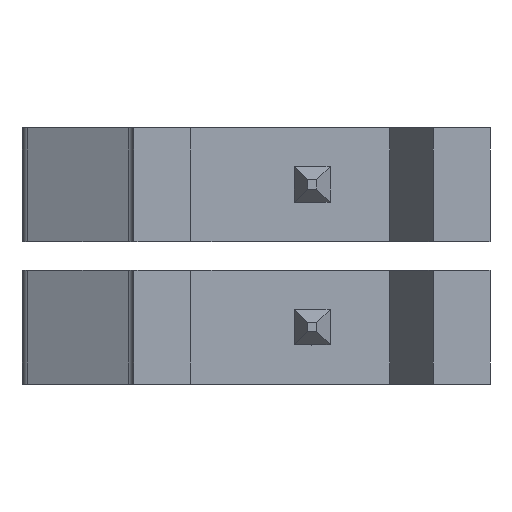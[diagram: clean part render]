
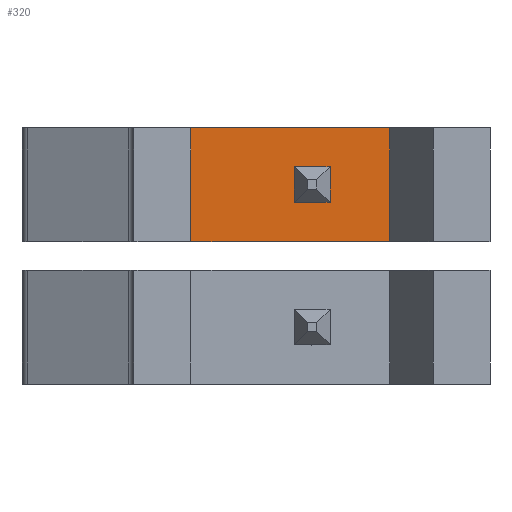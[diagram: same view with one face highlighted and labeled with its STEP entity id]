
A CAD part, front view. The second image highlights one B-rep face of the part: STEP entity #320.
In plain terms, the highlighted planar face has unit normal (0, -1, 0).
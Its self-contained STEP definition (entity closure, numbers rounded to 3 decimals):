
#91 = EDGE_CURVE ( 'NONE', #354, #245, #967, .T. ) ;
#99 = VERTEX_POINT ( 'NONE', #1076 ) ;
#101 = EDGE_CURVE ( 'NONE', #99, #317, #971, .T. ) ;
#102 = ORIENTED_EDGE ( 'NONE', *, *, #101, .F. ) ;
#104 = EDGE_CURVE ( 'NONE', #105, #317, #1084, .T. ) ;
#105 = VERTEX_POINT ( 'NONE', #1065 ) ;
#111 = EDGE_CURVE ( 'NONE', #245, #354, #1325, .T. ) ;
#149 = EDGE_CURVE ( 'NONE', #159, #105, #1236, .T. ) ;
#159 = VERTEX_POINT ( 'NONE', #1227 ) ;
#162 = EDGE_LOOP ( 'NONE', ( #321, #102, #355, #357 ) ) ;
#232 = EDGE_LOOP ( 'NONE', ( #266, #265 ) ) ;
#245 = VERTEX_POINT ( 'NONE', #1669 ) ;
#265 = ORIENTED_EDGE ( 'NONE', *, *, #91, .T. ) ;
#266 = ORIENTED_EDGE ( 'NONE', *, *, #111, .T. ) ;
#317 = VERTEX_POINT ( 'NONE', #1491 ) ;
#320 = ADVANCED_FACE ( 'NONE', ( #1550, #1549 ), #1548, .F. ) ;
#321 = ORIENTED_EDGE ( 'NONE', *, *, #104, .T. ) ;
#354 = VERTEX_POINT ( 'NONE', #1473 ) ;
#355 = ORIENTED_EDGE ( 'NONE', *, *, #356, .F. ) ;
#356 = EDGE_CURVE ( 'NONE', #159, #99, #1464, .T. ) ;
#357 = ORIENTED_EDGE ( 'NONE', *, *, #149, .T. ) ;
#967 = CIRCLE ( 'NONE', #1074, 0.317 ) ;
#971 = LINE ( 'NONE', #1070, #1180 ) ;
#1064 = VECTOR ( 'NONE', #1177, 1000. ) ;
#1065 = CARTESIAN_POINT ( 'NONE',  ( -26.829, 13.023, 0. ) ) ;
#1069 = DIRECTION ( 'NONE',  ( 0., 0., -1. ) ) ;
#1070 = CARTESIAN_POINT ( 'NONE',  ( -23.284, 13.023, 2.032 ) ) ;
#1071 = DIRECTION ( 'NONE',  ( 0., 0., 1. ) ) ;
#1072 = DIRECTION ( 'NONE',  ( 0., 1., 0. ) ) ;
#1073 = CARTESIAN_POINT ( 'NONE',  ( -24.67, 13.023, 1.016 ) ) ;
#1074 = AXIS2_PLACEMENT_3D ( 'NONE', #1073, #1072, #1071 ) ;
#1076 = CARTESIAN_POINT ( 'NONE',  ( -23.284, 13.023, 2.032 ) ) ;
#1083 = CARTESIAN_POINT ( 'NONE',  ( -23.284, 13.023, 0. ) ) ;
#1084 = LINE ( 'NONE', #1083, #1064 ) ;
#1177 = DIRECTION ( 'NONE',  ( 1., 0., 0. ) ) ;
#1180 = VECTOR ( 'NONE', #1069, 1000. ) ;
#1227 = CARTESIAN_POINT ( 'NONE',  ( -26.829, 13.023, 2.032 ) ) ;
#1229 = VECTOR ( 'NONE', #1375, 1000. ) ;
#1236 = LINE ( 'NONE', #1376, #1229 ) ;
#1321 = DIRECTION ( 'NONE',  ( 0., 0., 1. ) ) ;
#1322 = DIRECTION ( 'NONE',  ( 0., 1., 0. ) ) ;
#1323 = CARTESIAN_POINT ( 'NONE',  ( -24.67, 13.023, 1.016 ) ) ;
#1324 = AXIS2_PLACEMENT_3D ( 'NONE', #1323, #1322, #1321 ) ;
#1325 = CIRCLE ( 'NONE', #1324, 0.317 ) ;
#1375 = DIRECTION ( 'NONE',  ( 0., 0., -1. ) ) ;
#1376 = CARTESIAN_POINT ( 'NONE',  ( -26.829, 13.023, 2.032 ) ) ;
#1464 = LINE ( 'NONE', #1660, #1659 ) ;
#1473 = CARTESIAN_POINT ( 'NONE',  ( -24.353, 13.023, 1.016 ) ) ;
#1491 = CARTESIAN_POINT ( 'NONE',  ( -23.284, 13.023, 0. ) ) ;
#1548 = PLANE ( 'NONE',  #1631 ) ;
#1549 = FACE_OUTER_BOUND ( 'NONE', #162, .T. ) ;
#1550 = FACE_BOUND ( 'NONE', #232, .T. ) ;
#1557 = CARTESIAN_POINT ( 'NONE',  ( -23.284, 13.023, 2.032 ) ) ;
#1628 = DIRECTION ( 'NONE',  ( 0., 0., 1. ) ) ;
#1629 = DIRECTION ( 'NONE',  ( 0., 1., 0. ) ) ;
#1631 = AXIS2_PLACEMENT_3D ( 'NONE', #1557, #1629, #1628 ) ;
#1658 = DIRECTION ( 'NONE',  ( 1., 0., 0. ) ) ;
#1659 = VECTOR ( 'NONE', #1658, 1000. ) ;
#1660 = CARTESIAN_POINT ( 'NONE',  ( -23.284, 13.023, 2.032 ) ) ;
#1669 = CARTESIAN_POINT ( 'NONE',  ( -24.988, 13.023, 1.016 ) ) ;
